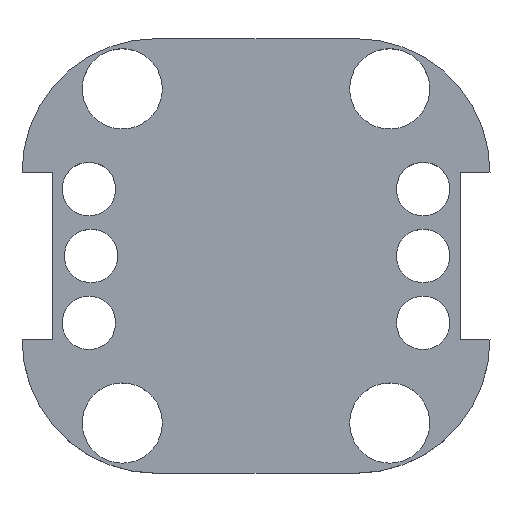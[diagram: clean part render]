
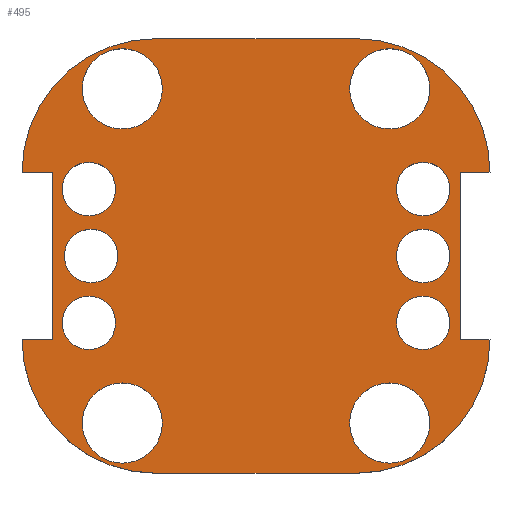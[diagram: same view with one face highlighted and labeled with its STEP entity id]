
A CAD part, top view. The second image highlights one B-rep face of the part: STEP entity #495.
In plain terms, the highlighted planar face has unit normal (0, 0, 1).
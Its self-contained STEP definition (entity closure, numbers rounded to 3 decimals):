
#15=FACE_BOUND('',#92,.T.);
#16=FACE_BOUND('',#93,.T.);
#17=FACE_BOUND('',#94,.T.);
#18=FACE_BOUND('',#95,.T.);
#19=FACE_BOUND('',#96,.T.);
#20=FACE_BOUND('',#97,.T.);
#21=FACE_BOUND('',#98,.T.);
#22=FACE_BOUND('',#99,.T.);
#23=FACE_BOUND('',#100,.T.);
#24=FACE_BOUND('',#101,.T.);
#43=PLANE('',#561);
#67=FACE_OUTER_BOUND('',#91,.T.);
#91=EDGE_LOOP('',(#415,#416,#417,#418,#419,#420,#421,#422,#423,#424,#425,
#426));
#92=EDGE_LOOP('',(#427));
#93=EDGE_LOOP('',(#428));
#94=EDGE_LOOP('',(#429));
#95=EDGE_LOOP('',(#430));
#96=EDGE_LOOP('',(#431));
#97=EDGE_LOOP('',(#432));
#98=EDGE_LOOP('',(#433));
#99=EDGE_LOOP('',(#434));
#100=EDGE_LOOP('',(#435));
#101=EDGE_LOOP('',(#436));
#125=LINE('',#775,#163);
#128=LINE('',#781,#166);
#131=LINE('',#787,#169);
#135=LINE('',#799,#173);
#139=LINE('',#811,#177);
#142=LINE('',#817,#180);
#145=LINE('',#823,#183);
#149=LINE('',#835,#187);
#163=VECTOR('',#639,10.);
#166=VECTOR('',#644,10.);
#169=VECTOR('',#649,10.);
#173=VECTOR('',#661,10.);
#177=VECTOR('',#673,10.);
#180=VECTOR('',#678,10.);
#183=VECTOR('',#683,10.);
#187=VECTOR('',#695,10.);
#189=CIRCLE('',#512,4.);
#191=CIRCLE('',#515,4.);
#193=CIRCLE('',#518,6.);
#195=CIRCLE('',#521,6.);
#197=CIRCLE('',#524,4.);
#199=CIRCLE('',#527,4.);
#201=CIRCLE('',#530,4.);
#203=CIRCLE('',#533,6.);
#205=CIRCLE('',#536,6.);
#207=CIRCLE('',#539,4.);
#210=CIRCLE('',#546,20.);
#212=CIRCLE('',#550,20.);
#214=CIRCLE('',#556,20.);
#216=CIRCLE('',#560,20.);
#217=VERTEX_POINT('',#709);
#219=VERTEX_POINT('',#715);
#221=VERTEX_POINT('',#721);
#223=VERTEX_POINT('',#727);
#225=VERTEX_POINT('',#733);
#227=VERTEX_POINT('',#739);
#229=VERTEX_POINT('',#745);
#231=VERTEX_POINT('',#751);
#233=VERTEX_POINT('',#757);
#235=VERTEX_POINT('',#763);
#239=VERTEX_POINT('',#772);
#240=VERTEX_POINT('',#774);
#242=VERTEX_POINT('',#780);
#244=VERTEX_POINT('',#786);
#246=VERTEX_POINT('',#792);
#248=VERTEX_POINT('',#798);
#250=VERTEX_POINT('',#804);
#252=VERTEX_POINT('',#810);
#254=VERTEX_POINT('',#816);
#256=VERTEX_POINT('',#822);
#258=VERTEX_POINT('',#828);
#260=VERTEX_POINT('',#834);
#261=EDGE_CURVE('',#217,#217,#189,.T.);
#264=EDGE_CURVE('',#219,#219,#191,.T.);
#267=EDGE_CURVE('',#221,#221,#193,.T.);
#270=EDGE_CURVE('',#223,#223,#195,.T.);
#273=EDGE_CURVE('',#225,#225,#197,.T.);
#276=EDGE_CURVE('',#227,#227,#199,.T.);
#279=EDGE_CURVE('',#229,#229,#201,.T.);
#282=EDGE_CURVE('',#231,#231,#203,.T.);
#285=EDGE_CURVE('',#233,#233,#205,.T.);
#288=EDGE_CURVE('',#235,#235,#207,.T.);
#293=EDGE_CURVE('',#240,#239,#125,.T.);
#296=EDGE_CURVE('',#242,#240,#128,.T.);
#299=EDGE_CURVE('',#244,#242,#131,.T.);
#302=EDGE_CURVE('',#246,#244,#210,.T.);
#305=EDGE_CURVE('',#248,#246,#135,.T.);
#308=EDGE_CURVE('',#250,#248,#212,.T.);
#311=EDGE_CURVE('',#252,#250,#139,.T.);
#314=EDGE_CURVE('',#254,#252,#142,.T.);
#317=EDGE_CURVE('',#256,#254,#145,.T.);
#320=EDGE_CURVE('',#258,#256,#214,.T.);
#323=EDGE_CURVE('',#260,#258,#149,.T.);
#326=EDGE_CURVE('',#239,#260,#216,.T.);
#415=ORIENTED_EDGE('',*,*,#326,.T.);
#416=ORIENTED_EDGE('',*,*,#323,.T.);
#417=ORIENTED_EDGE('',*,*,#320,.T.);
#418=ORIENTED_EDGE('',*,*,#317,.T.);
#419=ORIENTED_EDGE('',*,*,#314,.T.);
#420=ORIENTED_EDGE('',*,*,#311,.T.);
#421=ORIENTED_EDGE('',*,*,#308,.T.);
#422=ORIENTED_EDGE('',*,*,#305,.T.);
#423=ORIENTED_EDGE('',*,*,#302,.T.);
#424=ORIENTED_EDGE('',*,*,#299,.T.);
#425=ORIENTED_EDGE('',*,*,#296,.T.);
#426=ORIENTED_EDGE('',*,*,#293,.T.);
#427=ORIENTED_EDGE('',*,*,#288,.T.);
#428=ORIENTED_EDGE('',*,*,#285,.T.);
#429=ORIENTED_EDGE('',*,*,#282,.T.);
#430=ORIENTED_EDGE('',*,*,#279,.T.);
#431=ORIENTED_EDGE('',*,*,#276,.T.);
#432=ORIENTED_EDGE('',*,*,#273,.T.);
#433=ORIENTED_EDGE('',*,*,#270,.T.);
#434=ORIENTED_EDGE('',*,*,#267,.T.);
#435=ORIENTED_EDGE('',*,*,#264,.T.);
#436=ORIENTED_EDGE('',*,*,#261,.T.);
#495=ADVANCED_FACE('',(#67,#15,#16,#17,#18,#19,#20,#21,#22,#23,#24),#43,
 .T.);
#512=AXIS2_PLACEMENT_3D('',#710,#567,#568);
#515=AXIS2_PLACEMENT_3D('',#716,#574,#575);
#518=AXIS2_PLACEMENT_3D('',#722,#581,#582);
#521=AXIS2_PLACEMENT_3D('',#728,#588,#589);
#524=AXIS2_PLACEMENT_3D('',#734,#595,#596);
#527=AXIS2_PLACEMENT_3D('',#740,#602,#603);
#530=AXIS2_PLACEMENT_3D('',#746,#609,#610);
#533=AXIS2_PLACEMENT_3D('',#752,#616,#617);
#536=AXIS2_PLACEMENT_3D('',#758,#623,#624);
#539=AXIS2_PLACEMENT_3D('',#764,#630,#631);
#546=AXIS2_PLACEMENT_3D('',#793,#655,#656);
#550=AXIS2_PLACEMENT_3D('',#805,#667,#668);
#556=AXIS2_PLACEMENT_3D('',#829,#689,#690);
#560=AXIS2_PLACEMENT_3D('',#839,#701,#702);
#561=AXIS2_PLACEMENT_3D('',#840,#703,#704);
#567=DIRECTION('center_axis',(0.,0.,-1.));
#568=DIRECTION('ref_axis',(1.,0.,0.));
#574=DIRECTION('center_axis',(0.,0.,-1.));
#575=DIRECTION('ref_axis',(1.,0.,0.));
#581=DIRECTION('center_axis',(0.,0.,-1.));
#582=DIRECTION('ref_axis',(1.,0.,0.));
#588=DIRECTION('center_axis',(0.,0.,-1.));
#589=DIRECTION('ref_axis',(1.,0.,0.));
#595=DIRECTION('center_axis',(0.,0.,-1.));
#596=DIRECTION('ref_axis',(1.,0.,0.));
#602=DIRECTION('center_axis',(0.,0.,-1.));
#603=DIRECTION('ref_axis',(1.,0.,0.));
#609=DIRECTION('center_axis',(0.,0.,-1.));
#610=DIRECTION('ref_axis',(1.,0.,0.));
#616=DIRECTION('center_axis',(0.,0.,-1.));
#617=DIRECTION('ref_axis',(1.,0.,0.));
#623=DIRECTION('center_axis',(0.,0.,-1.));
#624=DIRECTION('ref_axis',(1.,0.,0.));
#630=DIRECTION('center_axis',(0.,0.,-1.));
#631=DIRECTION('ref_axis',(1.,0.,0.));
#639=DIRECTION('',(1.,0.,0.));
#644=DIRECTION('',(0.,1.,0.));
#649=DIRECTION('',(-1.,0.,0.));
#655=DIRECTION('center_axis',(0.,0.,1.));
#656=DIRECTION('ref_axis',(0.,-1.,0.));
#661=DIRECTION('',(1.,0.,0.));
#667=DIRECTION('center_axis',(0.,0.,1.));
#668=DIRECTION('ref_axis',(-1.,0.,0.));
#673=DIRECTION('',(-1.,0.,0.));
#678=DIRECTION('',(0.,-1.,0.));
#683=DIRECTION('',(1.,0.,0.));
#689=DIRECTION('center_axis',(0.,0.,1.));
#690=DIRECTION('ref_axis',(0.,1.,0.));
#695=DIRECTION('',(-1.,0.,0.));
#701=DIRECTION('center_axis',(0.,0.,1.));
#702=DIRECTION('ref_axis',(1.,0.,0.));
#703=DIRECTION('center_axis',(0.,0.,1.));
#704=DIRECTION('ref_axis',(1.,0.,0.));
#709=CARTESIAN_POINT('',(21.,-10.,10.));
#710=CARTESIAN_POINT('Origin',(25.,-10.,10.));
#715=CARTESIAN_POINT('',(-29.,-10.,10.));
#716=CARTESIAN_POINT('Origin',(-25.,-10.,10.));
#721=CARTESIAN_POINT('',(-26.,-25.,10.));
#722=CARTESIAN_POINT('Origin',(-20.,-25.,10.));
#727=CARTESIAN_POINT('',(14.,-25.,10.));
#728=CARTESIAN_POINT('Origin',(20.,-25.,10.));
#733=CARTESIAN_POINT('',(-29.,10.,10.));
#734=CARTESIAN_POINT('Origin',(-25.,10.,10.));
#739=CARTESIAN_POINT('',(21.,0.,10.));
#740=CARTESIAN_POINT('Origin',(25.,0.,10.));
#745=CARTESIAN_POINT('',(21.,10.,10.));
#746=CARTESIAN_POINT('Origin',(25.,10.,10.));
#751=CARTESIAN_POINT('',(-26.,25.,10.));
#752=CARTESIAN_POINT('Origin',(-20.,25.,10.));
#757=CARTESIAN_POINT('',(14.,25.,10.));
#758=CARTESIAN_POINT('Origin',(20.,25.,10.));
#763=CARTESIAN_POINT('',(-28.662,0.,10.));
#764=CARTESIAN_POINT('Origin',(-24.662,0.,10.));
#772=CARTESIAN_POINT('',(35.,12.5,10.));
#774=CARTESIAN_POINT('',(30.634,12.5,10.));
#775=CARTESIAN_POINT('',(35.,12.5,10.));
#780=CARTESIAN_POINT('',(30.634,-12.5,10.));
#781=CARTESIAN_POINT('',(30.634,12.5,10.));
#786=CARTESIAN_POINT('',(35.,-12.5,10.));
#787=CARTESIAN_POINT('',(30.634,-12.5,10.));
#792=CARTESIAN_POINT('',(15.,-32.5,10.));
#793=CARTESIAN_POINT('Origin',(15.,-12.5,10.));
#798=CARTESIAN_POINT('',(-15.,-32.5,10.));
#799=CARTESIAN_POINT('',(-15.,-32.5,10.));
#804=CARTESIAN_POINT('',(-35.,-12.5,10.));
#805=CARTESIAN_POINT('Origin',(-15.,-12.5,10.));
#810=CARTESIAN_POINT('',(-30.484,-12.5,10.));
#811=CARTESIAN_POINT('',(-30.484,-12.5,10.));
#816=CARTESIAN_POINT('',(-30.484,12.5,10.));
#817=CARTESIAN_POINT('',(-30.484,12.5,10.));
#822=CARTESIAN_POINT('',(-35.,12.5,10.));
#823=CARTESIAN_POINT('',(-35.,12.5,10.));
#828=CARTESIAN_POINT('',(-15.,32.5,10.));
#829=CARTESIAN_POINT('Origin',(-15.,12.5,10.));
#834=CARTESIAN_POINT('',(15.,32.5,10.));
#835=CARTESIAN_POINT('',(15.,32.5,10.));
#839=CARTESIAN_POINT('Origin',(15.,12.5,10.));
#840=CARTESIAN_POINT('Origin',(0.,0.,10.));
